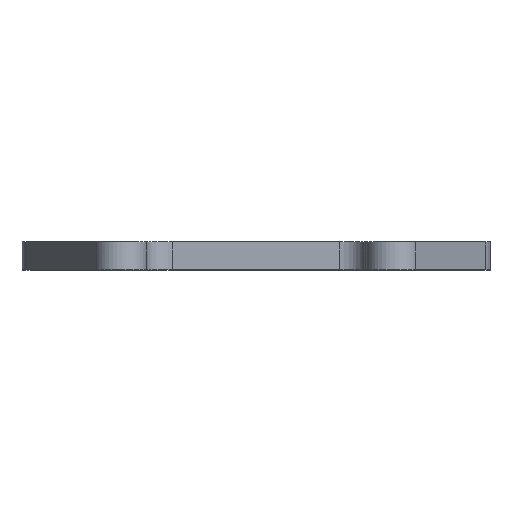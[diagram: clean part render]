
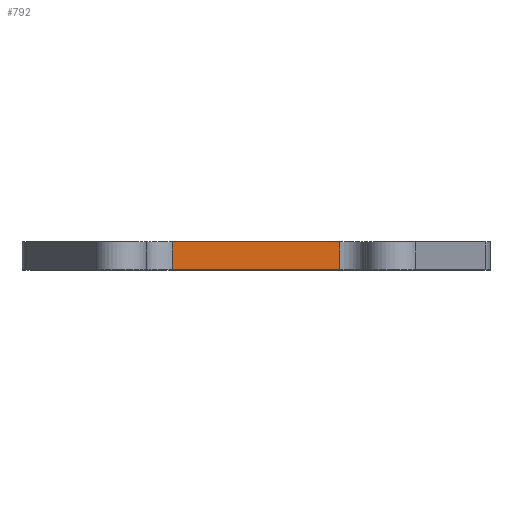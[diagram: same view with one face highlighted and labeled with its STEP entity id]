
A CAD part, top view. The second image highlights one B-rep face of the part: STEP entity #792.
In plain terms, the highlighted planar face has unit normal (0, 0, 1).
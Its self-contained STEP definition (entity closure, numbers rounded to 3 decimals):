
#63=PLANE('',#886);
#90=FACE_OUTER_BOUND('',#154,.T.);
#154=EDGE_LOOP('',(#671,#672,#673,#674));
#191=LINE('',#1211,#253);
#204=LINE('',#1290,#266);
#215=LINE('',#1339,#277);
#217=LINE('',#1342,#279);
#253=VECTOR('',#953,10.);
#266=VECTOR('',#1042,10.);
#277=VECTOR('',#1083,10.);
#279=VECTOR('',#1087,10.);
#378=VERTEX_POINT('',#1208);
#379=VERTEX_POINT('',#1210);
#406=VERTEX_POINT('',#1287);
#407=VERTEX_POINT('',#1289);
#455=EDGE_CURVE('',#378,#379,#191,.T.);
#494=EDGE_CURVE('',#406,#407,#204,.T.);
#519=EDGE_CURVE('',#407,#378,#215,.T.);
#521=EDGE_CURVE('',#379,#406,#217,.T.);
#671=ORIENTED_EDGE('',*,*,#519,.F.);
#672=ORIENTED_EDGE('',*,*,#494,.F.);
#673=ORIENTED_EDGE('',*,*,#521,.F.);
#674=ORIENTED_EDGE('',*,*,#455,.F.);
#792=ADVANCED_FACE('',(#90),#63,.F.);
#886=AXIS2_PLACEMENT_3D('',#1341,#1085,#1086);
#953=DIRECTION('',(1.,0.,0.));
#1042=DIRECTION('',(-1.,0.,0.));
#1083=DIRECTION('',(0.,1.,0.));
#1085=DIRECTION('center_axis',(0.,0.,-1.));
#1086=DIRECTION('ref_axis',(-1.,0.,0.));
#1087=DIRECTION('',(0.,-1.,0.));
#1208=CARTESIAN_POINT('',(-10.895,51.129,29.194));
#1210=CARTESIAN_POINT('',(8.105,51.129,29.194));
#1211=CARTESIAN_POINT('',(4.855,51.129,29.194));
#1287=CARTESIAN_POINT('',(8.105,47.954,29.194));
#1289=CARTESIAN_POINT('',(-10.895,47.954,29.194));
#1290=CARTESIAN_POINT('',(4.855,47.954,29.194));
#1339=CARTESIAN_POINT('',(-10.895,49.541,29.194));
#1341=CARTESIAN_POINT('Origin',(11.105,51.129,29.194));
#1342=CARTESIAN_POINT('',(8.105,51.129,29.194));
